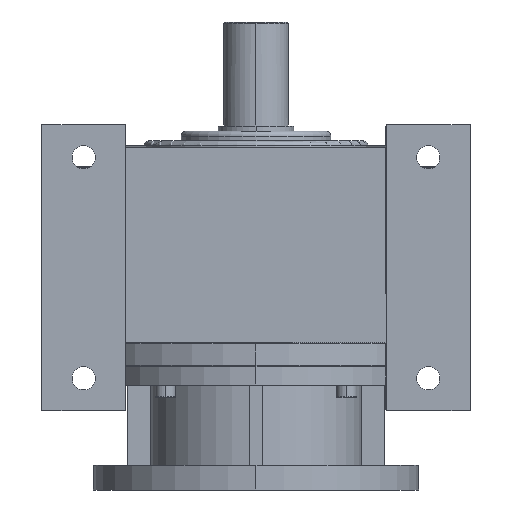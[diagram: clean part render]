
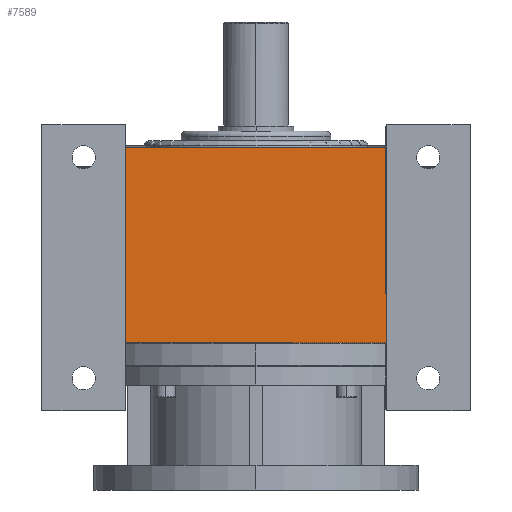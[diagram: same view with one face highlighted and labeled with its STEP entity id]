
A CAD part, front view. The second image highlights one B-rep face of the part: STEP entity #7589.
In plain terms, the highlighted planar face has unit normal (0, -1, 0).
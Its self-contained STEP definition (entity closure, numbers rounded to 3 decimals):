
#257 = VERTEX_POINT ( 'NONE', #5752 ) ;
#467 = DIRECTION ( 'NONE',  ( 0., 0., -1. ) ) ;
#510 = EDGE_CURVE ( 'NONE', #257, #6708, #6198, .T. ) ;
#958 = DIRECTION ( 'NONE',  ( 0., 0., 1. ) ) ;
#1061 = FACE_OUTER_BOUND ( 'NONE', #1904, .T. ) ;
#1154 = ORIENTED_EDGE ( 'NONE', *, *, #510, .T. ) ;
#1484 = CARTESIAN_POINT ( 'NONE',  ( -100., -194., -16.344 ) ) ;
#1610 = CARTESIAN_POINT ( 'NONE',  ( -100., -194., -166.6 ) ) ;
#1904 = EDGE_LOOP ( 'NONE', ( #1154, #5260, #2080, #2057 ) ) ;
#1940 = DIRECTION ( 'NONE',  ( 0., 0., 1. ) ) ;
#2024 = VERTEX_POINT ( 'NONE', #7530 ) ;
#2057 = ORIENTED_EDGE ( 'NONE', *, *, #3565, .T. ) ;
#2075 = AXIS2_PLACEMENT_3D ( 'NONE', #7470, #5211, #467 ) ;
#2080 = ORIENTED_EDGE ( 'NONE', *, *, #2393, .F. ) ;
#2266 = VECTOR ( 'NONE', #1940, 1000. ) ;
#2393 = EDGE_CURVE ( 'NONE', #2024, #5633, #5084, .T. ) ;
#2671 = VECTOR ( 'NONE', #6969, 1000. ) ;
#2851 = EDGE_CURVE ( 'NONE', #5633, #6708, #5347, .T. ) ;
#3172 = CARTESIAN_POINT ( 'NONE',  ( 100., -194., -219. ) ) ;
#3495 = LINE ( 'NONE', #4032, #2671 ) ;
#3565 = EDGE_CURVE ( 'NONE', #2024, #257, #3495, .T. ) ;
#3903 = CARTESIAN_POINT ( 'NONE',  ( -100., -194., -16.344 ) ) ;
#4032 = CARTESIAN_POINT ( 'NONE',  ( -165., -194., -166.6 ) ) ;
#5084 = LINE ( 'NONE', #1610, #6015 ) ;
#5158 = PLANE ( 'NONE',  #2075 ) ;
#5165 = VECTOR ( 'NONE', #6892, 1000. ) ;
#5211 = DIRECTION ( 'NONE',  ( 0., -1., 0. ) ) ;
#5260 = ORIENTED_EDGE ( 'NONE', *, *, #2851, .F. ) ;
#5347 = LINE ( 'NONE', #3903, #5165 ) ;
#5633 = VERTEX_POINT ( 'NONE', #1484 ) ;
#5752 = CARTESIAN_POINT ( 'NONE',  ( 100., -194., -166.6 ) ) ;
#6015 = VECTOR ( 'NONE', #958, 1000. ) ;
#6198 = LINE ( 'NONE', #3172, #2266 ) ;
#6708 = VERTEX_POINT ( 'NONE', #7565 ) ;
#6892 = DIRECTION ( 'NONE',  ( 1., 0., 0. ) ) ;
#6969 = DIRECTION ( 'NONE',  ( 1., 0., 0. ) ) ;
#7470 = CARTESIAN_POINT ( 'NONE',  ( -165., -194., -166.6 ) ) ;
#7530 = CARTESIAN_POINT ( 'NONE',  ( -100., -194., -166.6 ) ) ;
#7565 = CARTESIAN_POINT ( 'NONE',  ( 100., -194., -16.344 ) ) ;
#7589 = ADVANCED_FACE ( 'NONE', ( #1061 ), #5158, .T. ) ;
